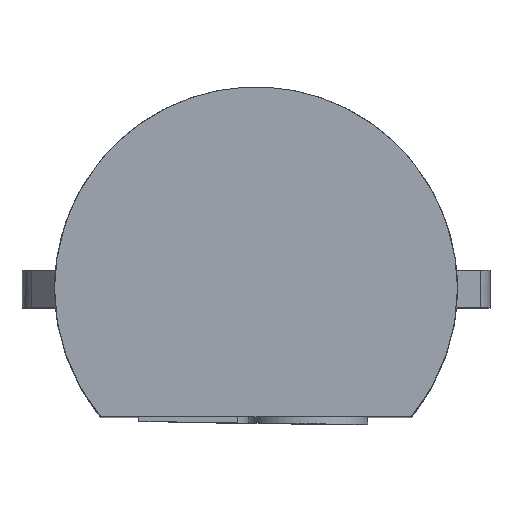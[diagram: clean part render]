
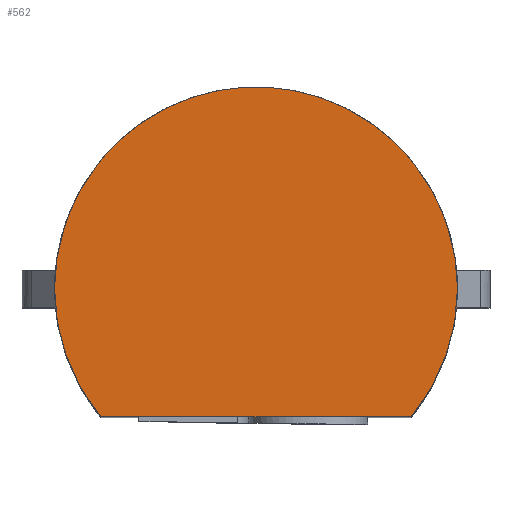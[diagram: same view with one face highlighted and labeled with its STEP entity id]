
A CAD part, top view. The second image highlights one B-rep face of the part: STEP entity #562.
In plain terms, the highlighted planar face has unit normal (0, 0, 1).
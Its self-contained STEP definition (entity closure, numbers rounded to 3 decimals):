
#73=PLANE('',#1886);
#562=ADVANCED_FACE('',(#630),#73,.T.);
#630=FACE_OUTER_BOUND('',#698,.T.);
#698=EDGE_LOOP('',(#901,#902,#903,#904));
#901=ORIENTED_EDGE('',*,*,#1231,.T.);
#902=ORIENTED_EDGE('',*,*,#1232,.T.);
#903=ORIENTED_EDGE('',*,*,#1233,.T.);
#904=ORIENTED_EDGE('',*,*,#1234,.T.);
#1231=EDGE_CURVE('',#1753,#1754,#1460,.T.);
#1232=EDGE_CURVE('',#1754,#1755,#1581,.T.);
#1233=EDGE_CURVE('',#1755,#1756,#1582,.T.);
#1234=EDGE_CURVE('',#1756,#1753,#1583,.T.);
#1460=B_SPLINE_CURVE_WITH_KNOTS('',1,(#2628,#2629),.UNSPECIFIED.,.F.,.F.,
(2,2),(-3.698,0.),.UNSPECIFIED.);
#1581=(
BOUNDED_CURVE()
B_SPLINE_CURVE(2,(#2630,#2631,#2632),.UNSPECIFIED.,.F.,.F.)
B_SPLINE_CURVE_WITH_KNOTS((3,3),(0.,1.659),.UNSPECIFIED.)
CURVE()
GEOMETRIC_REPRESENTATION_ITEM()
RATIONAL_B_SPLINE_CURVE((1.,0.941,1.))
REPRESENTATION_ITEM('')
);
#1582=(
BOUNDED_CURVE()
B_SPLINE_CURVE(2,(#2633,#2634,#2635,#2636,#2637),.UNSPECIFIED.,.F.,.F.)
B_SPLINE_CURVE_WITH_KNOTS((3,2,3),(0.,3.77,7.54),
 .UNSPECIFIED.)
CURVE()
GEOMETRIC_REPRESENTATION_ITEM()
RATIONAL_B_SPLINE_CURVE((1.,0.707,1.,0.707,1.))
REPRESENTATION_ITEM('')
);
#1583=(
BOUNDED_CURVE()
B_SPLINE_CURVE(2,(#2638,#2639,#2640),.UNSPECIFIED.,.F.,.F.)
B_SPLINE_CURVE_WITH_KNOTS((3,3),(0.,1.659),.UNSPECIFIED.)
CURVE()
GEOMETRIC_REPRESENTATION_ITEM()
RATIONAL_B_SPLINE_CURVE((1.,0.941,1.))
REPRESENTATION_ITEM('')
);
#1753=VERTEX_POINT('',#2624);
#1754=VERTEX_POINT('',#2625);
#1755=VERTEX_POINT('',#2626);
#1756=VERTEX_POINT('',#2627);
#1886=AXIS2_PLACEMENT_3D('',#2623,#1926,$);
#1926=DIRECTION('',(0.,0.,1.));
#2623=CARTESIAN_POINT('',(-2.88,-1.923,8.));
#2624=CARTESIAN_POINT('',(-1.849,-1.53,8.));
#2625=CARTESIAN_POINT('',(1.849,-1.53,8.));
#2626=CARTESIAN_POINT('',(2.4,0.,8.));
#2627=CARTESIAN_POINT('',(-2.4,0.,8.));
#2628=CARTESIAN_POINT('',(-1.849,-1.53,8.));
#2629=CARTESIAN_POINT('',(1.849,-1.53,8.));
#2630=CARTESIAN_POINT('',(1.849,-1.53,8.));
#2631=CARTESIAN_POINT('',(2.4,-0.864,8.));
#2632=CARTESIAN_POINT('',(2.4,0.,8.));
#2633=CARTESIAN_POINT('',(2.4,0.,8.));
#2634=CARTESIAN_POINT('',(2.4,2.4,8.));
#2635=CARTESIAN_POINT('',(0.,2.4,8.));
#2636=CARTESIAN_POINT('',(-2.4,2.4,8.));
#2637=CARTESIAN_POINT('',(-2.4,0.,8.));
#2638=CARTESIAN_POINT('',(-2.4,0.,8.));
#2639=CARTESIAN_POINT('',(-2.4,-0.864,8.));
#2640=CARTESIAN_POINT('',(-1.849,-1.53,8.));
